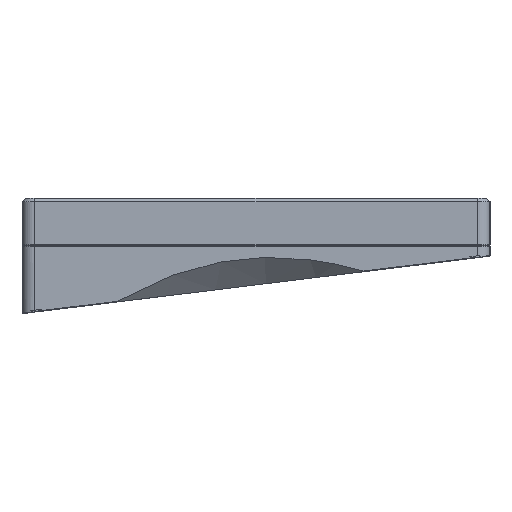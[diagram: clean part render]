
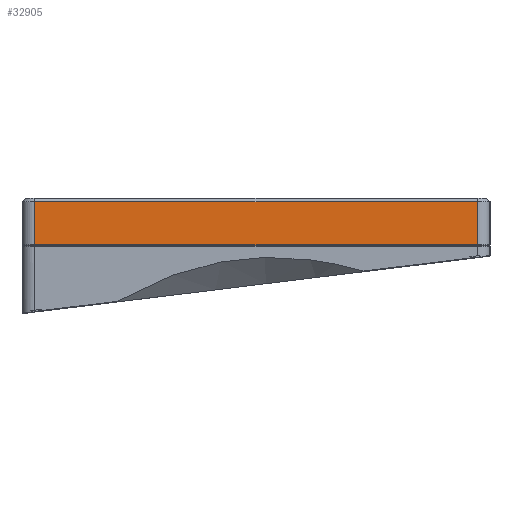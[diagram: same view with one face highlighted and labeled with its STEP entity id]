
A CAD part, left-side view. The second image highlights one B-rep face of the part: STEP entity #32905.
In plain terms, the highlighted planar face has unit normal (-1, 0, 0).
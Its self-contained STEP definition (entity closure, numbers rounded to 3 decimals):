
#4979=FACE_OUTER_BOUND('',#6811,.T.);
#6811=EDGE_LOOP('',(#23458,#23459,#23460,#23461));
#10118=LINE('',#48833,#12591);
#10256=LINE('',#49300,#12729);
#10290=LINE('',#49432,#12763);
#10291=LINE('',#49434,#12764);
#12591=VECTOR('',#38564,141.063);
#12729=VECTOR('',#39032,141.063);
#12763=VECTOR('',#39138,13.8);
#12764=VECTOR('',#39141,13.8);
#15061=VERTEX_POINT('',#48823);
#15063=VERTEX_POINT('',#48829);
#15225=VERTEX_POINT('',#49290);
#15227=VERTEX_POINT('',#49296);
#18403=EDGE_CURVE('',#15061,#15063,#10118,.T.);
#18629=EDGE_CURVE('',#15225,#15227,#10256,.T.);
#18695=EDGE_CURVE('',#15227,#15061,#10290,.T.);
#18696=EDGE_CURVE('',#15063,#15225,#10291,.T.);
#23458=ORIENTED_EDGE('',*,*,#18403,.F.);
#23459=ORIENTED_EDGE('',*,*,#18695,.F.);
#23460=ORIENTED_EDGE('',*,*,#18629,.F.);
#23461=ORIENTED_EDGE('',*,*,#18696,.F.);
#32161=PLANE('',#34839);
#32905=ADVANCED_FACE('',(#4979),#32161,.T.);
#34839=AXIS2_PLACEMENT_3D('',#49433,#39139,#39140);
#38564=DIRECTION('',(0.,1.,0.));
#39032=DIRECTION('',(0.,-1.,0.));
#39138=DIRECTION('',(0.,0.,-1.));
#39139=DIRECTION('center_axis',(-1.,0.,0.));
#39140=DIRECTION('ref_axis',(0.,-1.,0.));
#39141=DIRECTION('',(0.,0.,1.));
#48823=CARTESIAN_POINT('',(-15.525,-115.538,0.2));
#48829=CARTESIAN_POINT('',(-15.525,25.525,0.2));
#48833=CARTESIAN_POINT('',(-15.525,-7.741,0.2));
#49290=CARTESIAN_POINT('',(-15.525,25.525,14.));
#49296=CARTESIAN_POINT('',(-15.525,-115.538,14.));
#49300=CARTESIAN_POINT('',(-15.525,-7.741,14.));
#49432=CARTESIAN_POINT('',(-15.525,-115.538,0.));
#49433=CARTESIAN_POINT('Origin',(-15.525,29.525,0.));
#49434=CARTESIAN_POINT('',(-15.525,25.525,0.));
